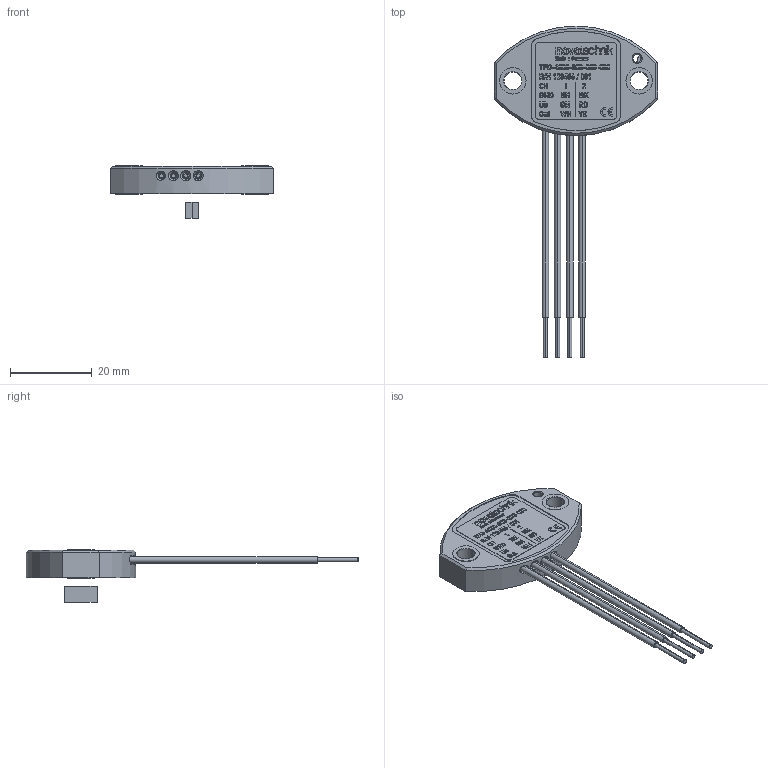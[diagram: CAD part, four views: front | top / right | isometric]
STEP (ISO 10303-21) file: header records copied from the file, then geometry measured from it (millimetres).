
FILE_DESCRIPTION (( 'STEP AP214' ), '1' );
FILE_NAME ('TFD-4_ _ _- _ _ _-_ _ _-411.step', '2020-07-06T11:12:00', ( '' ), ( '' ), 'SwSTEP 2.0', 'SolidWorks 2017', '' );
FILE_SCHEMA (( 'AUTOMOTIVE_DESIGN' ));
Length unit declared in the file: millimetre
Products named in the file (1): TFD-4_ _ _- _ _ _-_ _ _-411
Bounding box: 40.12 x 81.45 x 12.96 mm (x, y, z)
Surface area: 4999.5 mm2 (no closed solid volume)
Topology: 0 solids, 99 shells, 348 faces, 2200 edges, 1940 vertices
Faces by surface type: plane 202, bspline 58, cone 52, cylinder 36
Entity records: 34044 total; most frequent: CARTESIAN_POINT 15937, ORIENTED_EDGE 2692, EDGE_CURVE 2200, DIRECTION 2019, VERTEX_POINT 1940, LINE 1087, VECTOR 1087, B_SPLINE_CURVE_WITH_KNOTS 938
